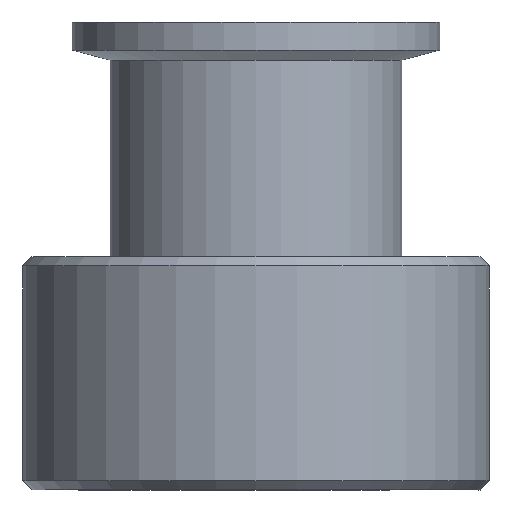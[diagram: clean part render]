
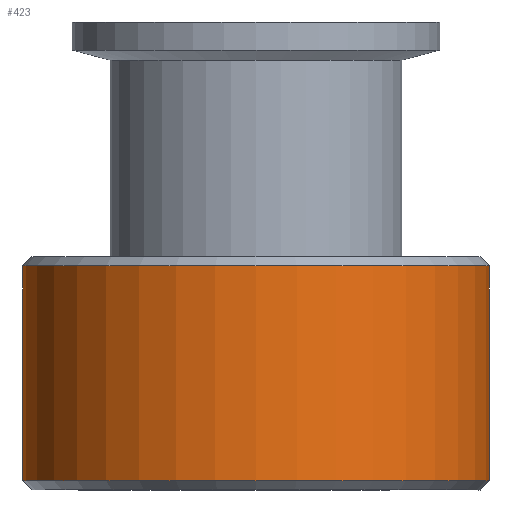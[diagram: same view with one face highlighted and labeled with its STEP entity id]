
A CAD part, front view. The second image highlights one B-rep face of the part: STEP entity #423.
In plain terms, the highlighted cylindrical face has radius 25.4 mm (diameter 50.8 mm), a full revolution.
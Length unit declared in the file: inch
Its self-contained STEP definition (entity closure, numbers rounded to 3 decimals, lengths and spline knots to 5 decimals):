
#27=CYLINDRICAL_SURFACE('',#505,1.);
#66=FACE_BOUND('',#158,.T.);
#101=FACE_OUTER_BOUND('',#157,.T.);
#157=EDGE_LOOP('',(#332));
#158=EDGE_LOOP('',(#333));
#205=CIRCLE('',#499,1.);
#207=CIRCLE('',#503,1.);
#240=VERTEX_POINT('',#732);
#242=VERTEX_POINT('',#738);
#275=EDGE_CURVE('',#240,#240,#205,.T.);
#277=EDGE_CURVE('',#242,#242,#207,.T.);
#332=ORIENTED_EDGE('',*,*,#277,.T.);
#333=ORIENTED_EDGE('',*,*,#275,.F.);
#423=ADVANCED_FACE('',(#101,#66),#27,.T.);
#499=AXIS2_PLACEMENT_3D('',#733,#609,#610);
#503=AXIS2_PLACEMENT_3D('',#739,#617,#618);
#505=AXIS2_PLACEMENT_3D('',#741,#621,#622);
#609=DIRECTION('center_axis',(0.,0.,-1.));
#610=DIRECTION('ref_axis',(-1.,0.,0.));
#617=DIRECTION('center_axis',(0.,0.,-1.));
#618=DIRECTION('ref_axis',(-1.,0.,0.));
#621=DIRECTION('center_axis',(0.,0.,1.));
#622=DIRECTION('ref_axis',(-1.,0.,0.));
#732=CARTESIAN_POINT('',(1.,0.,0.));
#733=CARTESIAN_POINT('Origin',(0.,0.,0.));
#738=CARTESIAN_POINT('',(1.,0.,0.92));
#739=CARTESIAN_POINT('Origin',(0.,0.,0.92));
#741=CARTESIAN_POINT('Origin',(0.,0.,0.));
